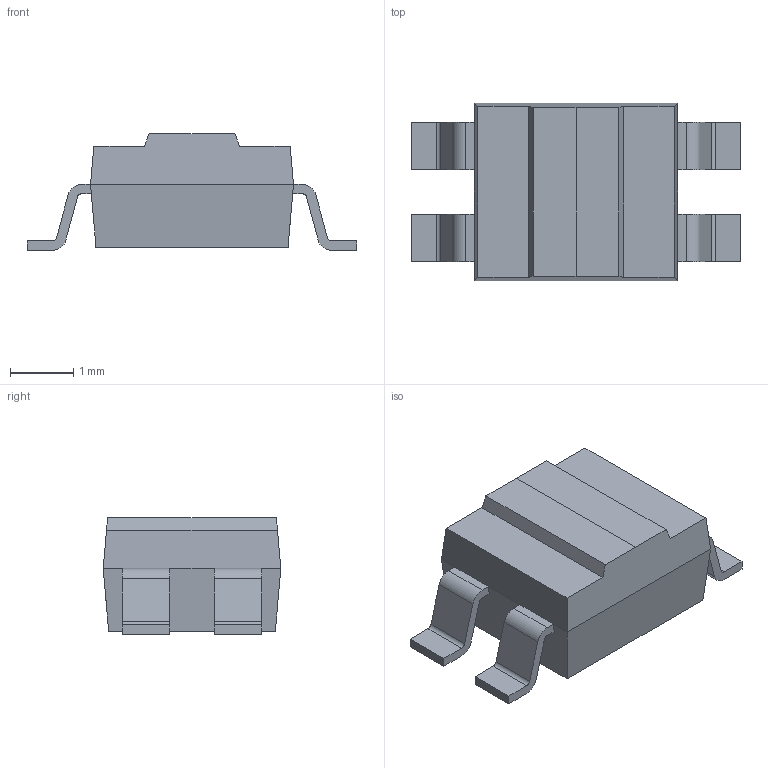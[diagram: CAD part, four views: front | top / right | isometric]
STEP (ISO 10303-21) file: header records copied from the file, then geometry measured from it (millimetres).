
FILE_DESCRIPTION(('FreeCAD Model'),'2;1');
FILE_NAME('Open CASCADE Shape Model','2025-05-15T20:38:07',(''),(''), 'Open CASCADE STEP processor 7.7','FreeCAD','Unknown');
FILE_SCHEMA(('AUTOMOTIVE_DESIGN { 1 0 10303 214 1 1 1 1 }'));
Length unit declared in the file: millimetre
Products named in the file (1): Body
Bounding box: 5.2 x 2.8 x 1.84 mm (x, y, z)
Volume: 12 mm3; surface area: 51.7 mm2
Topology: 1 solids, 1 shells, 72 faces, 198 edges, 128 vertices
Faces by surface type: plane 55, cylinder 16, cone 1
Entity records: 2677 total; most frequent: CARTESIAN_POINT 399, ORIENTED_EDGE 396, DIRECTION 380, EDGE_CURVE 198, LINE 162, VECTOR 162, VERTEX_POINT 128, AXIS2_PLACEMENT_3D 109
